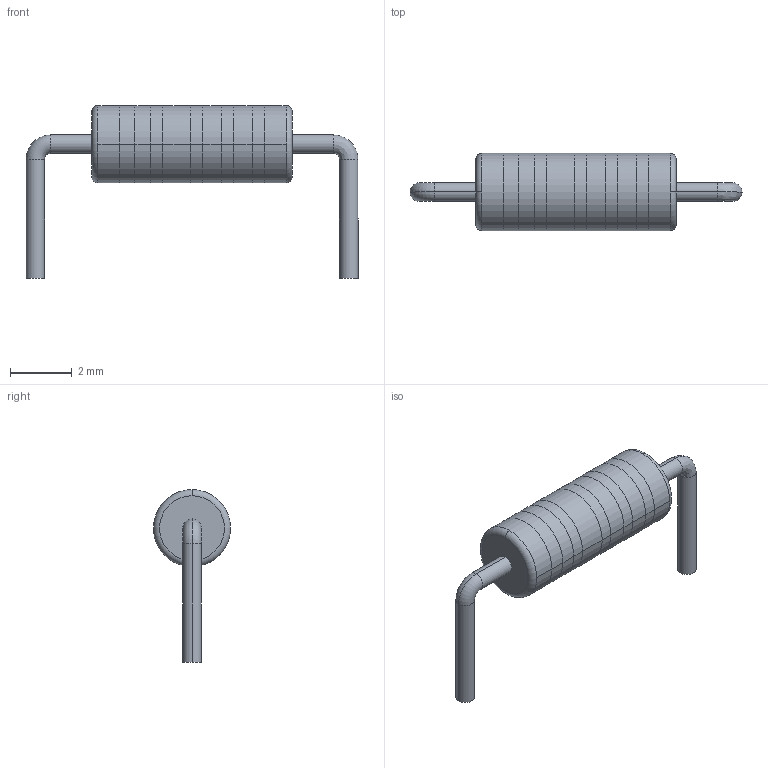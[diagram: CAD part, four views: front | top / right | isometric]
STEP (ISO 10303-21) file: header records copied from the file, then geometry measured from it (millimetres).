
FILE_DESCRIPTION((''),'2;1');
FILE_NAME('RES1016-660X250.stp','2009-01-06T13:54:34',(''),(''),'Mechanical Desktop 2009','Mechanical Desktop 2009',', , ');
FILE_SCHEMA(('AUTOMOTIVE_DESIGN { 1 2 10303 214 1 1 1 1 }'));
Length unit declared in the file: millimetre
Products named in the file (1): Product
Bounding box: 10.76 x 2.5 x 5.6 mm (x, y, z)
Volume: 35.1 mm3; surface area: 181.3 mm2
Topology: 13 solids, 13 shells, 64 faces, 108 edges, 70 vertices
Faces by surface type: cylinder 26, plane 25, bspline 7, torus 6
Entity records: 1742 total; most frequent: CARTESIAN_POINT 402, DIRECTION 302, ORIENTED_EDGE 216, AXIS2_PLACEMENT_3D 136, EDGE_CURVE 108, CIRCLE 78, VERTEX_POINT 70, EDGE_LOOP 64
